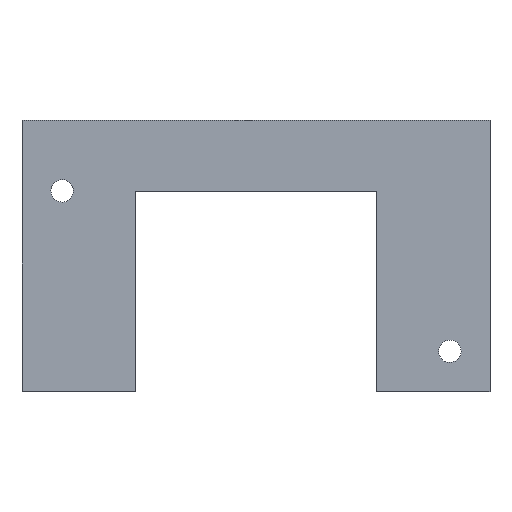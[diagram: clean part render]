
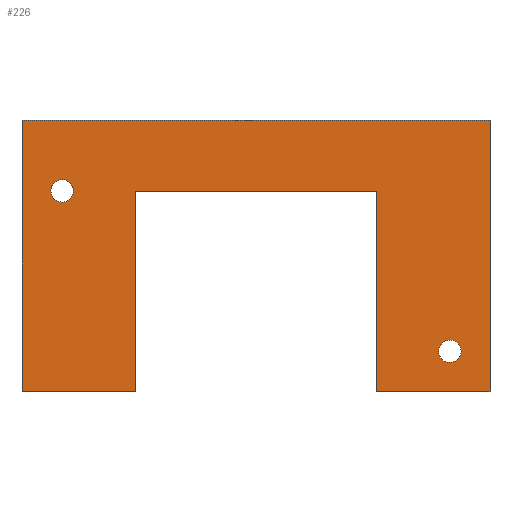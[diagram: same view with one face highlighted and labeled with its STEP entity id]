
A CAD part, top view. The second image highlights one B-rep face of the part: STEP entity #226.
In plain terms, the highlighted planar face has unit normal (0, 0, 1).
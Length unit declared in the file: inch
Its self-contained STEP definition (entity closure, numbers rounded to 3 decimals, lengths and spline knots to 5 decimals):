
#2 = DIRECTION ( 'NONE',  ( 0., 0., 1. ) ) ;
#8 = AXIS2_PLACEMENT_3D ( 'NONE', #176, #436, #285 ) ;
#24 = DIRECTION ( 'NONE',  ( 1., 0., 0. ) ) ;
#27 = CARTESIAN_POINT ( 'NONE',  ( 0.0275, 0.56125, 0.09375 ) ) ;
#29 = CARTESIAN_POINT ( 'NONE',  ( -0.0625, -0.0625, 0.09375 ) ) ;
#32 = LINE ( 'NONE', #455, #186 ) ;
#43 = DIRECTION ( 'NONE',  ( -1., 0., 0. ) ) ;
#46 = CARTESIAN_POINT ( 'NONE',  ( 0.29, -0.0625, 0.09375 ) ) ;
#63 = EDGE_CURVE ( 'NONE', #330, #179, #376, .T. ) ;
#67 = DIRECTION ( 'NONE',  ( 0., -1., 0. ) ) ;
#70 = CARTESIAN_POINT ( 'NONE',  ( 0.29, 0.56, 0.09375 ) ) ;
#73 = AXIS2_PLACEMENT_3D ( 'NONE', #108, #2, #305 ) ;
#78 = DIRECTION ( 'NONE',  ( 0., 0., 1. ) ) ;
#99 = LINE ( 'NONE', #172, #187 ) ;
#101 = LINE ( 'NONE', #141, #127 ) ;
#108 = CARTESIAN_POINT ( 'NONE',  ( 1.2675, 0.0625, 0.09375 ) ) ;
#123 = DIRECTION ( 'NONE',  ( 0., -1., 0. ) ) ;
#127 = VECTOR ( 'NONE', #138, 39.37008 ) ;
#131 = EDGE_CURVE ( 'NONE', #346, #251, #32, .T. ) ;
#133 = ORIENTED_EDGE ( 'NONE', *, *, #401, .F. ) ;
#137 = ORIENTED_EDGE ( 'NONE', *, *, #258, .F. ) ;
#138 = DIRECTION ( 'NONE',  ( -1., 0., 0. ) ) ;
#140 = EDGE_CURVE ( 'NONE', #247, #352, #410, .T. ) ;
#141 = CARTESIAN_POINT ( 'NONE',  ( -0.0625, 0.78, 0.09375 ) ) ;
#143 = LINE ( 'NONE', #184, #445 ) ;
#151 = EDGE_CURVE ( 'NONE', #365, #173, #245, .T. ) ;
#167 = PLANE ( 'NONE',  #239 ) ;
#170 = VECTOR ( 'NONE', #24, 39.37008 ) ;
#172 = CARTESIAN_POINT ( 'NONE',  ( 1.04, -0.0625, 0.09375 ) ) ;
#173 = VERTEX_POINT ( 'NONE', #241 ) ;
#174 = CARTESIAN_POINT ( 'NONE',  ( 1.2325, 0.0625, 0.09375 ) ) ;
#175 = ORIENTED_EDGE ( 'NONE', *, *, #387, .F. ) ;
#176 = CARTESIAN_POINT ( 'NONE',  ( 0.0625, 0.56125, 0.09375 ) ) ;
#179 = VERTEX_POINT ( 'NONE', #275 ) ;
#182 = LINE ( 'NONE', #333, #311 ) ;
#184 = CARTESIAN_POINT ( 'NONE',  ( -0.0625, -0.0625, 0.09375 ) ) ;
#186 = VECTOR ( 'NONE', #266, 39.37008 ) ;
#187 = VECTOR ( 'NONE', #321, 39.37008 ) ;
#195 = CIRCLE ( 'NONE', #73, 0.035 ) ;
#204 = FACE_BOUND ( 'NONE', #289, .T. ) ;
#208 = DIRECTION ( 'NONE',  ( 0., 0., -1. ) ) ;
#216 = CARTESIAN_POINT ( 'NONE',  ( 1.04, -0.0625, 0.09375 ) ) ;
#217 = VERTEX_POINT ( 'NONE', #46 ) ;
#226 = ADVANCED_FACE ( 'NONE', ( #430, #204, #386 ), #167, .F. ) ;
#231 = DIRECTION ( 'NONE',  ( 1., 0., 0. ) ) ;
#237 = VERTEX_POINT ( 'NONE', #279 ) ;
#238 = DIRECTION ( 'NONE',  ( -1., 0., 0. ) ) ;
#239 = AXIS2_PLACEMENT_3D ( 'NONE', #313, #208, #238 ) ;
#241 = CARTESIAN_POINT ( 'NONE',  ( 0.0975, 0.56125, 0.09375 ) ) ;
#245 = CIRCLE ( 'NONE', #453, 0.035 ) ;
#247 = VERTEX_POINT ( 'NONE', #423 ) ;
#251 = VERTEX_POINT ( 'NONE', #426 ) ;
#254 = ORIENTED_EDGE ( 'NONE', *, *, #375, .T. ) ;
#258 = EDGE_CURVE ( 'NONE', #179, #217, #354, .T. ) ;
#263 = VECTOR ( 'NONE', #123, 39.37008 ) ;
#264 = CIRCLE ( 'NONE', #8, 0.035 ) ;
#266 = DIRECTION ( 'NONE',  ( 1., 0., 0. ) ) ;
#268 = ORIENTED_EDGE ( 'NONE', *, *, #393, .T. ) ;
#275 = CARTESIAN_POINT ( 'NONE',  ( 0.29, 0.56, 0.09375 ) ) ;
#277 = DIRECTION ( 'NONE',  ( 0., 0., 1. ) ) ;
#279 = CARTESIAN_POINT ( 'NONE',  ( 1.3925, 0.78, 0.09375 ) ) ;
#284 = ORIENTED_EDGE ( 'NONE', *, *, #485, .T. ) ;
#285 = DIRECTION ( 'NONE',  ( 1., 0., 0. ) ) ;
#289 = EDGE_LOOP ( 'NONE', ( #422, #175 ) ) ;
#292 = CARTESIAN_POINT ( 'NONE',  ( -0.0625, 0.78, 0.09375 ) ) ;
#305 = DIRECTION ( 'NONE',  ( 1., 0., 0. ) ) ;
#311 = VECTOR ( 'NONE', #446, 39.37008 ) ;
#312 = ORIENTED_EDGE ( 'NONE', *, *, #131, .T. ) ;
#313 = CARTESIAN_POINT ( 'NONE',  ( 0., 0., 0.09375 ) ) ;
#321 = DIRECTION ( 'NONE',  ( 0., 1., 0. ) ) ;
#327 = VECTOR ( 'NONE', #43, 39.37008 ) ;
#330 = VERTEX_POINT ( 'NONE', #355 ) ;
#333 = CARTESIAN_POINT ( 'NONE',  ( 1.3925, -0.0625, 0.09375 ) ) ;
#334 = ORIENTED_EDGE ( 'NONE', *, *, #140, .F. ) ;
#335 = CARTESIAN_POINT ( 'NONE',  ( 0.0625, 0.56125, 0.09375 ) ) ;
#342 = VERTEX_POINT ( 'NONE', #292 ) ;
#346 = VERTEX_POINT ( 'NONE', #216 ) ;
#352 = VERTEX_POINT ( 'NONE', #174 ) ;
#354 = LINE ( 'NONE', #465, #263 ) ;
#355 = CARTESIAN_POINT ( 'NONE',  ( 1.04, 0.56, 0.09375 ) ) ;
#357 = LINE ( 'NONE', #484, #170 ) ;
#358 = ORIENTED_EDGE ( 'NONE', *, *, #439, .F. ) ;
#365 = VERTEX_POINT ( 'NONE', #27 ) ;
#371 = AXIS2_PLACEMENT_3D ( 'NONE', #416, #78, #231 ) ;
#375 = EDGE_CURVE ( 'NONE', #482, #217, #357, .T. ) ;
#376 = LINE ( 'NONE', #70, #327 ) ;
#377 = ORIENTED_EDGE ( 'NONE', *, *, #428, .T. ) ;
#386 = FACE_BOUND ( 'NONE', #443, .T. ) ;
#387 = EDGE_CURVE ( 'NONE', #173, #365, #264, .T. ) ;
#393 = EDGE_CURVE ( 'NONE', #237, #342, #101, .T. ) ;
#401 = EDGE_CURVE ( 'NONE', #346, #330, #99, .T. ) ;
#410 = CIRCLE ( 'NONE', #371, 0.035 ) ;
#414 = EDGE_LOOP ( 'NONE', ( #254, #137, #466, #133, #312, #284, #268, #377 ) ) ;
#416 = CARTESIAN_POINT ( 'NONE',  ( 1.2675, 0.0625, 0.09375 ) ) ;
#422 = ORIENTED_EDGE ( 'NONE', *, *, #151, .F. ) ;
#423 = CARTESIAN_POINT ( 'NONE',  ( 1.3025, 0.0625, 0.09375 ) ) ;
#424 = DIRECTION ( 'NONE',  ( 1., 0., 0. ) ) ;
#426 = CARTESIAN_POINT ( 'NONE',  ( 1.3925, -0.0625, 0.09375 ) ) ;
#428 = EDGE_CURVE ( 'NONE', #342, #482, #143, .T. ) ;
#430 = FACE_OUTER_BOUND ( 'NONE', #414, .T. ) ;
#436 = DIRECTION ( 'NONE',  ( 0., 0., 1. ) ) ;
#439 = EDGE_CURVE ( 'NONE', #352, #247, #195, .T. ) ;
#443 = EDGE_LOOP ( 'NONE', ( #358, #334 ) ) ;
#445 = VECTOR ( 'NONE', #67, 39.37008 ) ;
#446 = DIRECTION ( 'NONE',  ( 0., 1., 0. ) ) ;
#453 = AXIS2_PLACEMENT_3D ( 'NONE', #335, #277, #424 ) ;
#455 = CARTESIAN_POINT ( 'NONE',  ( -0.0625, -0.0625, 0.09375 ) ) ;
#465 = CARTESIAN_POINT ( 'NONE',  ( 0.29, -0.0625, 0.09375 ) ) ;
#466 = ORIENTED_EDGE ( 'NONE', *, *, #63, .F. ) ;
#482 = VERTEX_POINT ( 'NONE', #29 ) ;
#484 = CARTESIAN_POINT ( 'NONE',  ( -0.0625, -0.0625, 0.09375 ) ) ;
#485 = EDGE_CURVE ( 'NONE', #251, #237, #182, .T. ) ;
